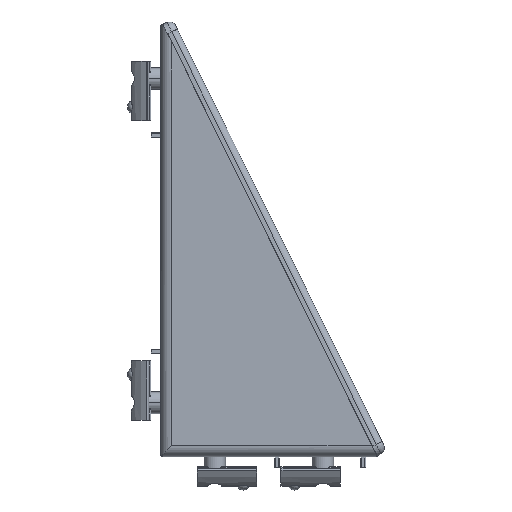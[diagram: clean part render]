
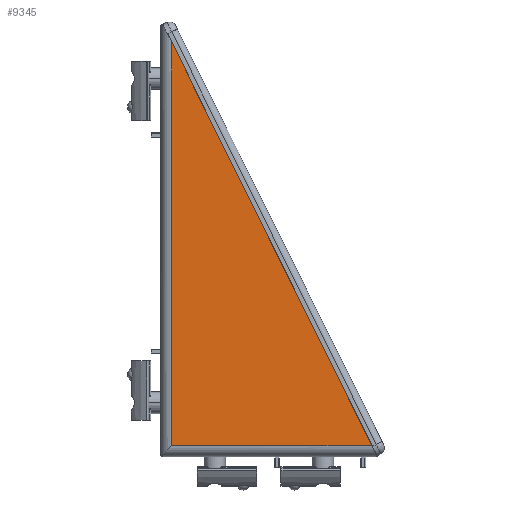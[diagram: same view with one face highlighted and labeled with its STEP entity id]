
A CAD part, top view. The second image highlights one B-rep face of the part: STEP entity #9345.
In plain terms, the highlighted face is planar.
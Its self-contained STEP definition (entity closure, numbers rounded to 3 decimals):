
#281 = VERTEX_POINT ( 'NONE', #11719 ) ;
#1055 = FACE_OUTER_BOUND ( 'NONE', #7762, .T. ) ;
#2023 = EDGE_CURVE ( 'NONE', #281, #23066, #18344, .T. ) ;
#2605 = PLANE ( 'NONE',  #6845 ) ;
#3153 = LINE ( 'NONE', #10256, #12551 ) ;
#4089 = VECTOR ( 'NONE', #18828, 1000. ) ;
#4366 = CARTESIAN_POINT ( 'NONE',  ( -79.5, 0.5, -19.75 ) ) ;
#5656 = EDGE_CURVE ( 'NONE', #281, #8792, #7433, .T. ) ;
#6845 = AXIS2_PLACEMENT_3D ( 'NONE', #4366, #17051, #7906 ) ;
#7433 = LINE ( 'NONE', #14440, #4089 ) ;
#7762 = EDGE_LOOP ( 'NONE', ( #8484, #12087, #10168 ) ) ;
#7906 = DIRECTION ( 'NONE',  ( 1., 0., 0. ) ) ;
#8484 = ORIENTED_EDGE ( 'NONE', *, *, #2023, .T. ) ;
#8792 = VERTEX_POINT ( 'NONE', #20212 ) ;
#9345 = ADVANCED_FACE ( 'NONE', ( #1055 ), #2605, .F. ) ;
#9933 = EDGE_CURVE ( 'NONE', #8792, #23066, #3153, .T. ) ;
#10093 = VECTOR ( 'NONE', #13206, 1000. ) ;
#10168 = ORIENTED_EDGE ( 'NONE', *, *, #5656, .F. ) ;
#10256 = CARTESIAN_POINT ( 'NONE',  ( -100., 4., -19.75 ) ) ;
#11719 = CARTESIAN_POINT ( 'NONE',  ( -4., 153.573, -19.75 ) ) ;
#12087 = ORIENTED_EDGE ( 'NONE', *, *, #9933, .F. ) ;
#12551 = VECTOR ( 'NONE', #19184, 1000. ) ;
#13206 = DIRECTION ( 'NONE',  ( 0., -1., 0. ) ) ;
#14440 = CARTESIAN_POINT ( 'NONE',  ( -0.948, 159.722, -19.75 ) ) ;
#17051 = DIRECTION ( 'NONE',  ( 0., 0., 1. ) ) ;
#18219 = CARTESIAN_POINT ( 'NONE',  ( -4., 170., -19.75 ) ) ;
#18344 = LINE ( 'NONE', #18219, #10093 ) ;
#18828 = DIRECTION ( 'NONE',  ( -0.445, -0.896, 0. ) ) ;
#19184 = DIRECTION ( 'NONE',  ( 1., 0., 0. ) ) ;
#20212 = CARTESIAN_POINT ( 'NONE',  ( -78.241, 4., -19.75 ) ) ;
#22861 = CARTESIAN_POINT ( 'NONE',  ( -4., 4., -19.75 ) ) ;
#23066 = VERTEX_POINT ( 'NONE', #22861 ) ;
